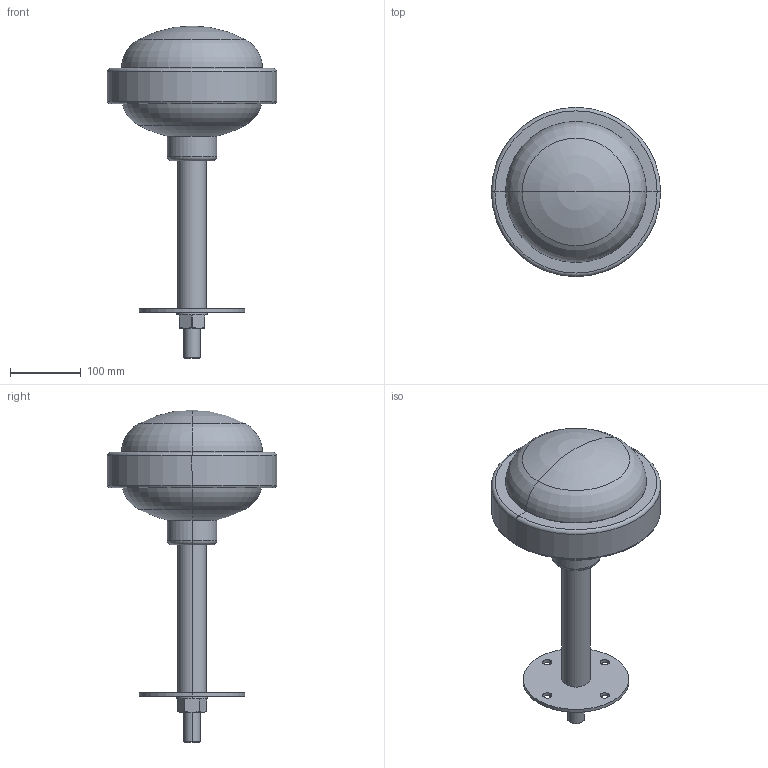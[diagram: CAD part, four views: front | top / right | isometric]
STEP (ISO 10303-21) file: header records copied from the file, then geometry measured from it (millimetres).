
FILE_DESCRIPTION (( 'STEP AP203' ), '1' );
FILE_NAME ('Magnum Marine HT300.STEP', '2025-01-17T01:11:06', ( '' ), ( '' ), 'SwSTEP 2.0', 'SolidWorks 2024', '' );
FILE_SCHEMA (( 'CONFIG_CONTROL_DESIGN' ));
Length unit declared in the file: millimetre
Products named in the file (1): Magnum Marine HT300
Bounding box: 240 x 240 x 470.69 mm (x, y, z)
Volume: 3861821.1 mm3; surface area: 350635.6 mm2
Topology: 1 solids, 1 shells, 92 faces, 204 edges, 123 vertices
Faces by surface type: cylinder 30, torus 28, plane 18, cone 16
Entity records: 2715 total; most frequent: DIRECTION 516, CARTESIAN_POINT 494, ORIENTED_EDGE 404, AXIS2_PLACEMENT_3D 229, EDGE_CURVE 202, CIRCLE 136, VERTEX_POINT 123, EDGE_LOOP 111
